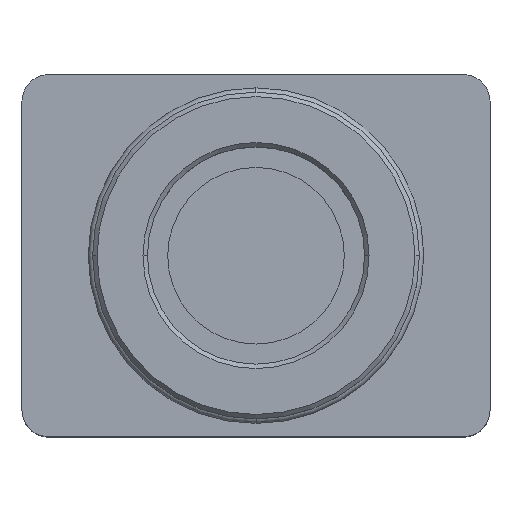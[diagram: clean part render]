
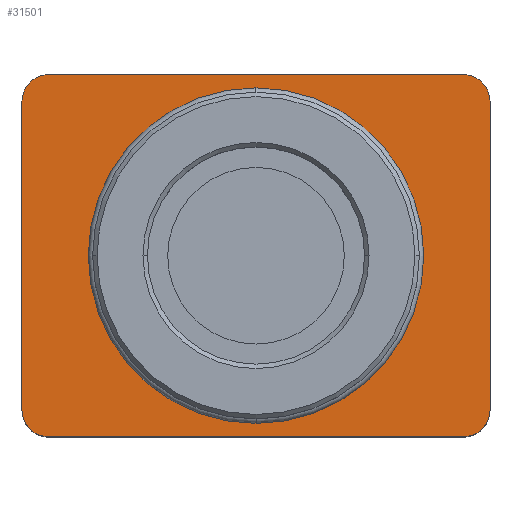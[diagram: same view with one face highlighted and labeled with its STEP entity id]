
A CAD part, top view. The second image highlights one B-rep face of the part: STEP entity #31501.
In plain terms, the highlighted planar face has unit normal (0, 0, 1).
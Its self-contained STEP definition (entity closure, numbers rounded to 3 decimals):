
#338 = DIRECTION ( 'NONE',  ( -1., 0., 0. ) ) ;
#396 = LINE ( 'NONE', #19415, #19957 ) ;
#1116 = DIRECTION ( 'NONE',  ( 0., 1., 0. ) ) ;
#2606 = VERTEX_POINT ( 'NONE', #38929 ) ;
#2932 = DIRECTION ( 'NONE',  ( 0., 0., 1. ) ) ;
#3653 = DIRECTION ( 'NONE',  ( -1., 0., 0. ) ) ;
#4290 = CARTESIAN_POINT ( 'NONE',  ( -26.5, 17.5, 0. ) ) ;
#4494 = CARTESIAN_POINT ( 'NONE',  ( 23.5, 20.5, 0. ) ) ;
#4616 = AXIS2_PLACEMENT_3D ( 'NONE', #30066, #38657, #17103 ) ;
#4683 = AXIS2_PLACEMENT_3D ( 'NONE', #22876, #17000, #38032 ) ;
#5168 = AXIS2_PLACEMENT_3D ( 'NONE', #6495, #2932, #338 ) ;
#5726 = EDGE_LOOP ( 'NONE', ( #18960, #38880 ) ) ;
#5924 = CIRCLE ( 'NONE', #17025, 18.5 ) ;
#6178 = LINE ( 'NONE', #20194, #21456 ) ;
#6495 = CARTESIAN_POINT ( 'NONE',  ( -23.5, 17.5, 0. ) ) ;
#6533 = CIRCLE ( 'NONE', #4616, 3. ) ;
#7510 = EDGE_CURVE ( 'NONE', #35811, #38477, #26989, .T. ) ;
#8060 = AXIS2_PLACEMENT_3D ( 'NONE', #17323, #39158, #8407 ) ;
#8407 = DIRECTION ( 'NONE',  ( -1., 0., 0. ) ) ;
#10625 = VERTEX_POINT ( 'NONE', #32052 ) ;
#10662 = DIRECTION ( 'NONE',  ( -1., 0., 0. ) ) ;
#10753 = CIRCLE ( 'NONE', #4683, 3. ) ;
#11866 = VERTEX_POINT ( 'NONE', #18398 ) ;
#12301 = VERTEX_POINT ( 'NONE', #22903 ) ;
#12365 = VERTEX_POINT ( 'NONE', #38970 ) ;
#12719 = ORIENTED_EDGE ( 'NONE', *, *, #7510, .T. ) ;
#13248 = DIRECTION ( 'NONE',  ( 0., 0., 1. ) ) ;
#16017 = ORIENTED_EDGE ( 'NONE', *, *, #39285, .T. ) ;
#16153 = DIRECTION ( 'NONE',  ( 1., 0., 0. ) ) ;
#16418 = DIRECTION ( 'NONE',  ( 0., 0., 1. ) ) ;
#17000 = DIRECTION ( 'NONE',  ( 0., 0., 1. ) ) ;
#17025 = AXIS2_PLACEMENT_3D ( 'NONE', #22961, #16418, #10662 ) ;
#17103 = DIRECTION ( 'NONE',  ( -1., 0., 0. ) ) ;
#17129 = EDGE_CURVE ( 'NONE', #35656, #35811, #19913, .T. ) ;
#17323 = CARTESIAN_POINT ( 'NONE',  ( 23.5, -17.5, 0. ) ) ;
#17586 = VECTOR ( 'NONE', #16153, 1000. ) ;
#18398 = CARTESIAN_POINT ( 'NONE',  ( -23.5, -20.5, 0. ) ) ;
#18960 = ORIENTED_EDGE ( 'NONE', *, *, #20517, .F. ) ;
#19415 = CARTESIAN_POINT ( 'NONE',  ( 26.5, 17.5, 0. ) ) ;
#19913 = CIRCLE ( 'NONE', #5168, 3. ) ;
#19957 = VECTOR ( 'NONE', #1116, 1000. ) ;
#19970 = EDGE_CURVE ( 'NONE', #12365, #28604, #20719, .T. ) ;
#20194 = CARTESIAN_POINT ( 'NONE',  ( -23.5, 20.5, 0. ) ) ;
#20328 = FACE_OUTER_BOUND ( 'NONE', #28714, .T. ) ;
#20517 = EDGE_CURVE ( 'NONE', #12301, #10625, #21156, .T. ) ;
#20719 = CIRCLE ( 'NONE', #8060, 3. ) ;
#21156 = CIRCLE ( 'NONE', #38941, 18.5 ) ;
#21342 = DIRECTION ( 'NONE',  ( 0., 0., -1. ) ) ;
#21456 = VECTOR ( 'NONE', #38422, 1000. ) ;
#22876 = CARTESIAN_POINT ( 'NONE',  ( -23.5, -17.5, 0. ) ) ;
#22903 = CARTESIAN_POINT ( 'NONE',  ( -18.5, 0., 0. ) ) ;
#22961 = CARTESIAN_POINT ( 'NONE',  ( 0., 0., 0. ) ) ;
#23730 = AXIS2_PLACEMENT_3D ( 'NONE', #27192, #21342, #39716 ) ;
#23780 = PLANE ( 'NONE',  #23730 ) ;
#23981 = EDGE_CURVE ( 'NONE', #28604, #2606, #396, .T. ) ;
#24518 = ORIENTED_EDGE ( 'NONE', *, *, #19970, .T. ) ;
#25088 = ORIENTED_EDGE ( 'NONE', *, *, #30266, .T. ) ;
#25533 = VECTOR ( 'NONE', #35214, 1000. ) ;
#25771 = LINE ( 'NONE', #28140, #17586 ) ;
#26989 = LINE ( 'NONE', #4290, #25533 ) ;
#27192 = CARTESIAN_POINT ( 'NONE',  ( 23.5, -17.5, 0. ) ) ;
#28028 = CARTESIAN_POINT ( 'NONE',  ( -23.5, 20.5, 0. ) ) ;
#28140 = CARTESIAN_POINT ( 'NONE',  ( -23.5, -20.5, 0. ) ) ;
#28184 = CARTESIAN_POINT ( 'NONE',  ( 0., 0., 0. ) ) ;
#28604 = VERTEX_POINT ( 'NONE', #35917 ) ;
#28714 = EDGE_LOOP ( 'NONE', ( #24518, #38075, #36033, #32342, #36306, #12719, #16017, #25088 ) ) ;
#29437 = EDGE_CURVE ( 'NONE', #34789, #35656, #6178, .T. ) ;
#30066 = CARTESIAN_POINT ( 'NONE',  ( 23.5, 17.5, 0. ) ) ;
#30266 = EDGE_CURVE ( 'NONE', #11866, #12365, #25771, .T. ) ;
#31501 = ADVANCED_FACE ( 'NONE', ( #20328, #34404 ), #23780, .F. ) ;
#32052 = CARTESIAN_POINT ( 'NONE',  ( 18.5, 0., 0. ) ) ;
#32206 = CARTESIAN_POINT ( 'NONE',  ( -26.5, -17.5, 0. ) ) ;
#32342 = ORIENTED_EDGE ( 'NONE', *, *, #29437, .T. ) ;
#33298 = EDGE_CURVE ( 'NONE', #10625, #12301, #5924, .T. ) ;
#33299 = CARTESIAN_POINT ( 'NONE',  ( -26.5, 17.5, 0. ) ) ;
#34404 = FACE_BOUND ( 'NONE', #5726, .T. ) ;
#34789 = VERTEX_POINT ( 'NONE', #4494 ) ;
#35214 = DIRECTION ( 'NONE',  ( 0., -1., 0. ) ) ;
#35656 = VERTEX_POINT ( 'NONE', #28028 ) ;
#35811 = VERTEX_POINT ( 'NONE', #33299 ) ;
#35917 = CARTESIAN_POINT ( 'NONE',  ( 26.5, -17.5, 0. ) ) ;
#36033 = ORIENTED_EDGE ( 'NONE', *, *, #37409, .T. ) ;
#36306 = ORIENTED_EDGE ( 'NONE', *, *, #17129, .T. ) ;
#37409 = EDGE_CURVE ( 'NONE', #2606, #34789, #6533, .T. ) ;
#38032 = DIRECTION ( 'NONE',  ( -1., 0., 0. ) ) ;
#38075 = ORIENTED_EDGE ( 'NONE', *, *, #23981, .T. ) ;
#38422 = DIRECTION ( 'NONE',  ( -1., 0., 0. ) ) ;
#38477 = VERTEX_POINT ( 'NONE', #32206 ) ;
#38657 = DIRECTION ( 'NONE',  ( 0., 0., 1. ) ) ;
#38880 = ORIENTED_EDGE ( 'NONE', *, *, #33298, .F. ) ;
#38929 = CARTESIAN_POINT ( 'NONE',  ( 26.5, 17.5, 0. ) ) ;
#38941 = AXIS2_PLACEMENT_3D ( 'NONE', #28184, #13248, #3653 ) ;
#38970 = CARTESIAN_POINT ( 'NONE',  ( 23.5, -20.5, 0. ) ) ;
#39158 = DIRECTION ( 'NONE',  ( 0., 0., 1. ) ) ;
#39285 = EDGE_CURVE ( 'NONE', #38477, #11866, #10753, .T. ) ;
#39716 = DIRECTION ( 'NONE',  ( -1., 0., 0. ) ) ;
